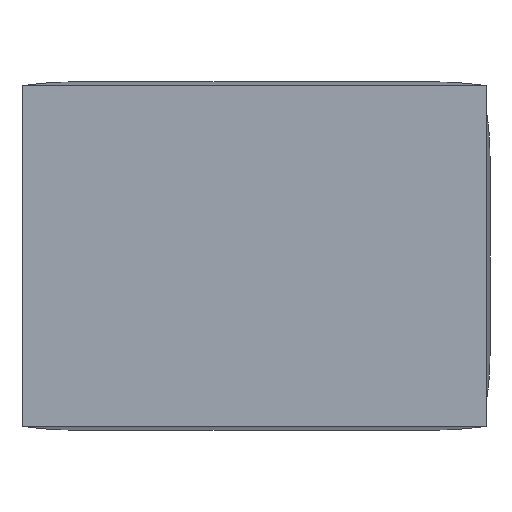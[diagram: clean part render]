
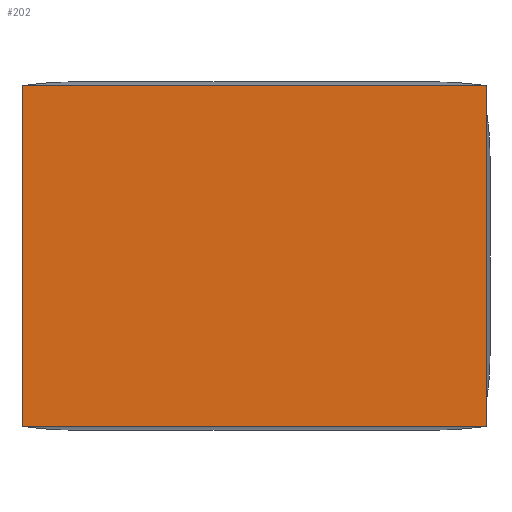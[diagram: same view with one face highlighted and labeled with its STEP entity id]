
A CAD part, left-side view. The second image highlights one B-rep face of the part: STEP entity #202.
In plain terms, the highlighted planar face has unit normal (-1, 0, 0).
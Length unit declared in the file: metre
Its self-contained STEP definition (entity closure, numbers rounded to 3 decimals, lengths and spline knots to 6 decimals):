
#202=ADVANCED_FACE('0:89',(#418),#419,.F.);
#418=FACE_OUTER_BOUND('',#656,.T.);
#419=PLANE('',#657);
#656=EDGE_LOOP('',(#1036,#1037,#1038,#1039));
#657=AXIS2_PLACEMENT_3D('',#1040,#1041,#1042);
#1036=ORIENTED_EDGE('',*,*,#1520,.T.);
#1037=ORIENTED_EDGE('',*,*,#1546,.F.);
#1038=ORIENTED_EDGE('',*,*,#1513,.F.);
#1039=ORIENTED_EDGE('',*,*,#1547,.T.);
#1040=CARTESIAN_POINT('',(-0.065,-0.015,0.022));
#1041=DIRECTION('',(1.0,-0.0,0.0));
#1042=DIRECTION('',(0.0,1.0,-0.0));
#1513=EDGE_CURVE('0:209',#1809,#1810,#1811,.T.);
#1520=EDGE_CURVE('0:227',#1823,#1821,#1824,.T.);
#1546=EDGE_CURVE('0:284',#1810,#1821,#1860,.T.);
#1547=EDGE_CURVE('0:287',#1809,#1823,#1861,.T.);
#1809=VERTEX_POINT('',#2203);
#1810=VERTEX_POINT('',#2204);
#1811=LINE('',#2205,#2206);
#1821=VERTEX_POINT('',#2220);
#1823=VERTEX_POINT('',#2223);
#1824=LINE('',#2224,#2225);
#1860=LINE('',#2275,#2276);
#1861=LINE('',#2277,#2278);
#2203=CARTESIAN_POINT('',(-0.065,0.015,0.022));
#2204=CARTESIAN_POINT('',(-0.065,-0.015,0.022));
#2205=CARTESIAN_POINT('',(-0.065,-0.015,0.022));
#2206=VECTOR('',#2656,0.001);
#2220=CARTESIAN_POINT('',(-0.065,-0.015,0.));
#2223=CARTESIAN_POINT('',(-0.065,0.015,0.0));
#2224=CARTESIAN_POINT('',(-0.065,-0.015,0.));
#2225=VECTOR('',#2662,0.001);
#2275=CARTESIAN_POINT('',(-0.065,-0.015,0.022));
#2276=VECTOR('',#2689,0.001);
#2277=CARTESIAN_POINT('',(-0.065,0.015,0.022));
#2278=VECTOR('',#2690,0.001);
#2656=DIRECTION('',(0.0,-1.0,0.));
#2662=DIRECTION('',(0.0,-1.0,0.));
#2689=DIRECTION('',(0.0,0.,-1.0));
#2690=DIRECTION('',(0.0,0.,-1.0));
